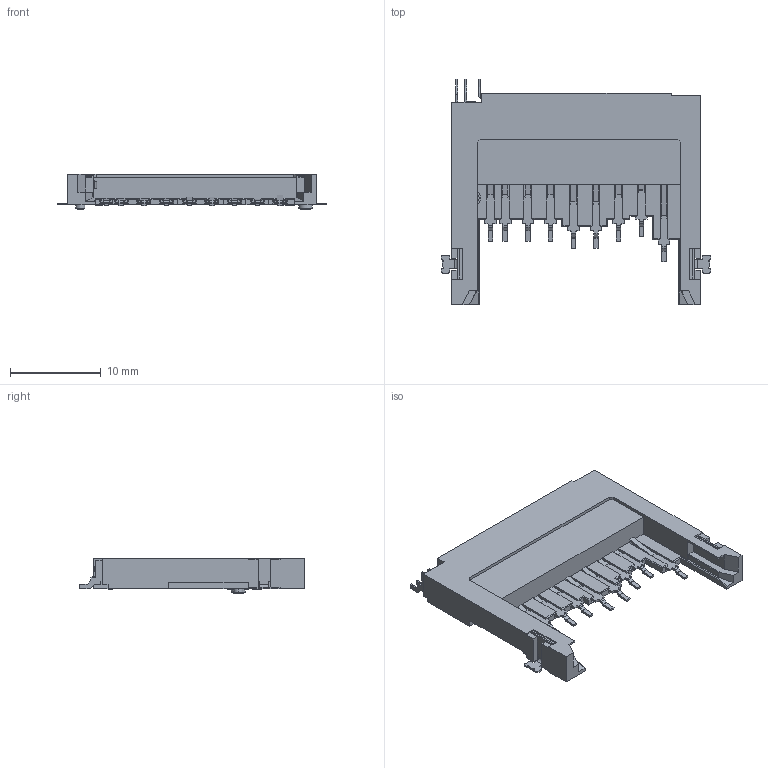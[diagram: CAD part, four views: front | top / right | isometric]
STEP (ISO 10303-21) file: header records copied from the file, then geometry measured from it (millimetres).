
FILE_DESCRIPTION (( 'STEP AP214' ), '1' );
FILE_NAME ('06-00082--A100988-001.STEP', '2020-05-15T16:38:40', ( '' ), ( '' ), 'SwSTEP 2.0', 'SolidWorks 2018', '' );
FILE_SCHEMA (( 'AUTOMOTIVE_DESIGN' ));
Length unit declared in the file: millimetre
Products named in the file (2): 06-00082--A100988-001
Bounding box: 29.69 x 24.8 x 3.95 mm (x, y, z)
Volume: 1133.7 mm3; surface area: 1546.3 mm2
Topology: 1 solids, 4 shells, 1063 faces, 2945 edges, 1900 vertices
Faces by surface type: plane 910, cylinder 148, cone 4, bspline 1
Entity records: 37806 total; most frequent: CARTESIAN_POINT 6056, ORIENTED_EDGE 5890, DIRECTION 5288, EDGE_CURVE 2945, LINE 2646, VECTOR 2646, VERTEX_POINT 1900, AXIS2_PLACEMENT_3D 1321
